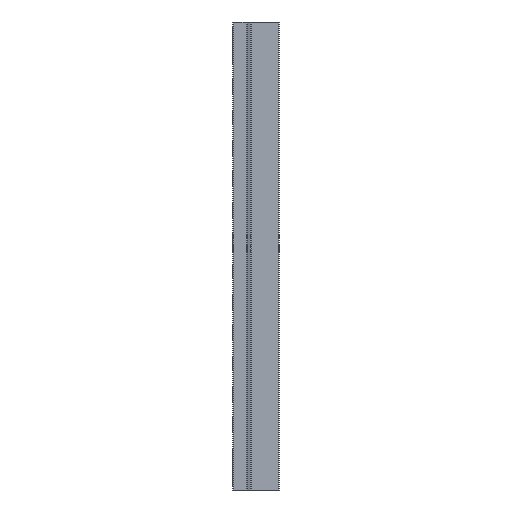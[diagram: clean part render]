
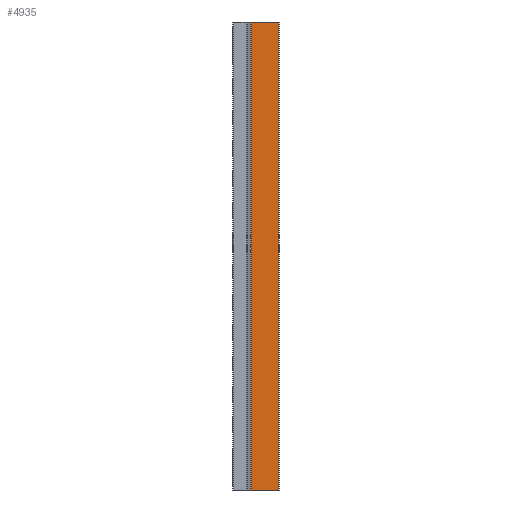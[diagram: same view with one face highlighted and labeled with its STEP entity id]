
A CAD part, left-side view. The second image highlights one B-rep face of the part: STEP entity #4935.
In plain terms, the highlighted face is planar.
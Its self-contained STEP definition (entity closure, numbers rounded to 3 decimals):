
#191=PLANE('',#5327);
#329=LINE('',#8629,#593);
#330=LINE('',#8631,#594);
#331=LINE('',#8633,#595);
#332=LINE('',#8635,#596);
#593=VECTOR('',#6120,1000.);
#594=VECTOR('',#6123,1000.);
#595=VECTOR('',#6124,1000.);
#596=VECTOR('',#6125,1000.);
#1332=ORIENTED_EDGE('',*,*,#2544,.F.);
#1333=ORIENTED_EDGE('',*,*,#2543,.F.);
#1334=ORIENTED_EDGE('',*,*,#2545,.T.);
#1335=ORIENTED_EDGE('',*,*,#2546,.T.);
#2543=EDGE_CURVE('',#3127,#3126,#329,.T.);
#2544=EDGE_CURVE('',#3126,#3128,#330,.T.);
#2545=EDGE_CURVE('',#3127,#3129,#331,.T.);
#2546=EDGE_CURVE('',#3129,#3128,#332,.T.);
#3126=VERTEX_POINT('',#8626);
#3127=VERTEX_POINT('',#8628);
#3128=VERTEX_POINT('',#8632);
#3129=VERTEX_POINT('',#8634);
#3659=EDGE_LOOP('',(#1332,#1333,#1334,#1335));
#4225=FACE_BOUND('',#3659,.T.);
#4935=ADVANCED_FACE('',(#4225),#191,.T.);
#5327=AXIS2_PLACEMENT_3D('',#8630,#6121,#6122);
#6120=DIRECTION('',(0.,0.,1.));
#6121=DIRECTION('',(1.,0.,0.));
#6122=DIRECTION('',(0.,0.,-1.));
#6123=DIRECTION('',(0.,1.,0.));
#6124=DIRECTION('',(0.,1.,0.));
#6125=DIRECTION('',(0.,0.,1.));
#8626=CARTESIAN_POINT('',(40.5,0.5,0.));
#8628=CARTESIAN_POINT('',(40.5,0.5,-289.));
#8629=CARTESIAN_POINT('',(40.5,0.5,-289.));
#8630=CARTESIAN_POINT('',(40.5,0.5,-289.));
#8631=CARTESIAN_POINT('',(40.5,0.5,0.));
#8632=CARTESIAN_POINT('',(40.5,17.535,0.));
#8633=CARTESIAN_POINT('',(40.5,0.5,-289.));
#8634=CARTESIAN_POINT('',(40.5,17.535,-289.));
#8635=CARTESIAN_POINT('',(40.5,17.535,-289.));
